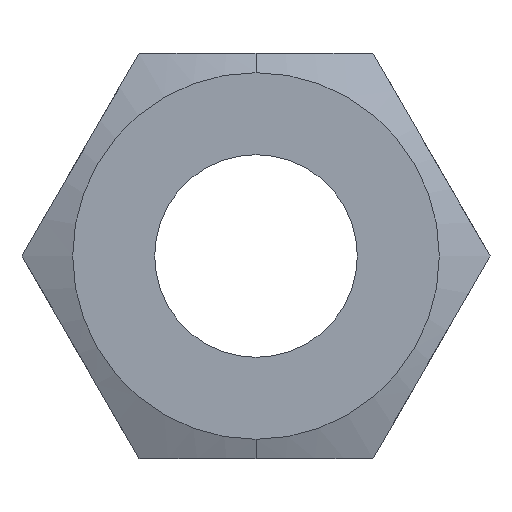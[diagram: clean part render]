
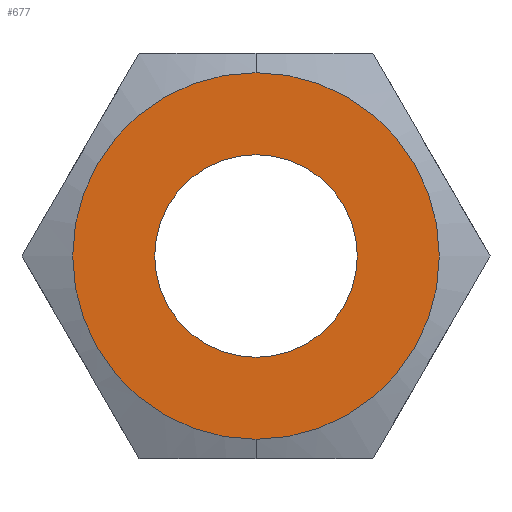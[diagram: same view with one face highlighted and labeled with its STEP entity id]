
A CAD part, front view. The second image highlights one B-rep face of the part: STEP entity #677.
In plain terms, the highlighted planar face has unit normal (0, -1, 0).
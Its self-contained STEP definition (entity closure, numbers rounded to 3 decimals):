
#6 = CARTESIAN_POINT ( 'NONE',  ( 0., 0., -1.809 ) ) ;
#28 = VERTEX_POINT ( 'NONE', #6 ) ;
#30 = CIRCLE ( 'NONE', #54, 1.809 ) ;
#54 = AXIS2_PLACEMENT_3D ( 'NONE', #91, #329, #210 ) ;
#88 = DIRECTION ( 'NONE',  ( 0., 0., 1. ) ) ;
#89 = EDGE_CURVE ( 'NONE', #28, #140, #30, .T. ) ;
#91 = CARTESIAN_POINT ( 'NONE',  ( 0., 0., 0. ) ) ;
#119 = VERTEX_POINT ( 'NONE', #326 ) ;
#122 = DIRECTION ( 'NONE',  ( 0., 1., 0. ) ) ;
#129 = CIRCLE ( 'NONE', #214, 1.809 ) ;
#140 = VERTEX_POINT ( 'NONE', #146 ) ;
#141 = CARTESIAN_POINT ( 'NONE',  ( 0., 0., 0. ) ) ;
#146 = CARTESIAN_POINT ( 'NONE',  ( 0., 0., 1.809 ) ) ;
#174 = CARTESIAN_POINT ( 'NONE',  ( 0., 0., 0. ) ) ;
#210 = DIRECTION ( 'NONE',  ( 0., 0., 1. ) ) ;
#214 = AXIS2_PLACEMENT_3D ( 'NONE', #174, #122, #236 ) ;
#218 = DIRECTION ( 'NONE',  ( 0., 1., 0. ) ) ;
#236 = DIRECTION ( 'NONE',  ( 0., 0., 1. ) ) ;
#283 = DIRECTION ( 'NONE',  ( 0., 0., 1. ) ) ;
#295 = ORIENTED_EDGE ( 'NONE', *, *, #663, .T. ) ;
#304 = ORIENTED_EDGE ( 'NONE', *, *, #420, .T. ) ;
#326 = CARTESIAN_POINT ( 'NONE',  ( 0., 0., 1. ) ) ;
#329 = DIRECTION ( 'NONE',  ( 0., 1., 0. ) ) ;
#330 = EDGE_LOOP ( 'NONE', ( #676, #612 ) ) ;
#354 = CIRCLE ( 'NONE', #669, 1. ) ;
#370 = AXIS2_PLACEMENT_3D ( 'NONE', #141, #615, #438 ) ;
#409 = CARTESIAN_POINT ( 'NONE',  ( 0., 0., 0. ) ) ;
#420 = EDGE_CURVE ( 'NONE', #668, #119, #354, .T. ) ;
#438 = DIRECTION ( 'NONE',  ( 0., 0., 1. ) ) ;
#448 = AXIS2_PLACEMENT_3D ( 'NONE', #656, #218, #88 ) ;
#452 = DIRECTION ( 'NONE',  ( 0., 1., 0. ) ) ;
#464 = CIRCLE ( 'NONE', #448, 1. ) ;
#544 = FACE_BOUND ( 'NONE', #691, .T. ) ;
#547 = EDGE_CURVE ( 'NONE', #140, #28, #129, .T. ) ;
#596 = CARTESIAN_POINT ( 'NONE',  ( 0., 0., -1. ) ) ;
#612 = ORIENTED_EDGE ( 'NONE', *, *, #89, .F. ) ;
#615 = DIRECTION ( 'NONE',  ( 0., 1., 0. ) ) ;
#656 = CARTESIAN_POINT ( 'NONE',  ( 0., 0., 0. ) ) ;
#663 = EDGE_CURVE ( 'NONE', #119, #668, #464, .T. ) ;
#668 = VERTEX_POINT ( 'NONE', #596 ) ;
#669 = AXIS2_PLACEMENT_3D ( 'NONE', #409, #452, #283 ) ;
#676 = ORIENTED_EDGE ( 'NONE', *, *, #547, .F. ) ;
#677 = ADVANCED_FACE ( 'NONE', ( #544, #728 ), #708, .F. ) ;
#691 = EDGE_LOOP ( 'NONE', ( #304, #295 ) ) ;
#708 = PLANE ( 'NONE',  #370 ) ;
#728 = FACE_OUTER_BOUND ( 'NONE', #330, .T. ) ;
